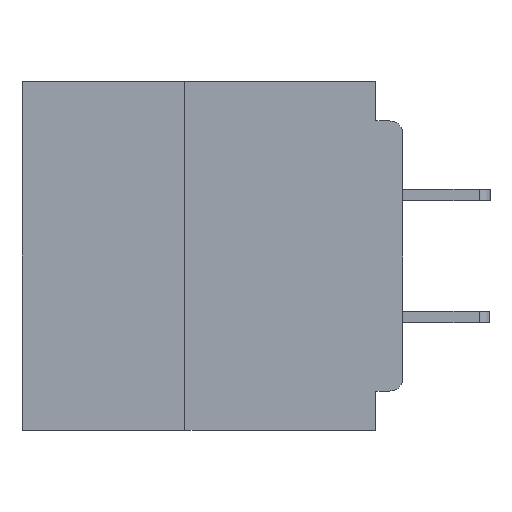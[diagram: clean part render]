
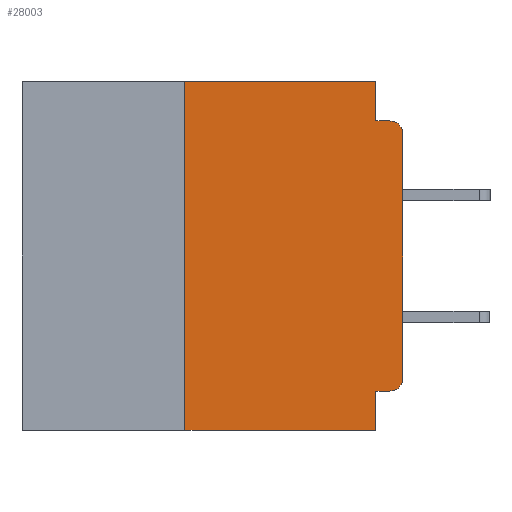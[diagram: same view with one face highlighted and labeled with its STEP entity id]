
A CAD part, left-side view. The second image highlights one B-rep face of the part: STEP entity #28003.
In plain terms, the highlighted planar face has unit normal (-1, 0, 0).
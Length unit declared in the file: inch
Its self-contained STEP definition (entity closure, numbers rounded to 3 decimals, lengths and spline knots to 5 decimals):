
#1344 = DIRECTION ( 'NONE',  ( -1., 0., 0. ) ) ;
#1389 = VERTEX_POINT ( 'NONE', #14750 ) ;
#1500 = LINE ( 'NONE', #26876, #35433 ) ;
#1717 = EDGE_LOOP ( 'NONE', ( #47645, #29602, #3593, #37798, #31522, #4623, #41398, #26791, #36017, #30863 ) ) ;
#1871 = CARTESIAN_POINT ( 'NONE',  ( 0., 0.015, -0.34 ) ) ;
#3593 = ORIENTED_EDGE ( 'NONE', *, *, #9738, .F. ) ;
#4623 = ORIENTED_EDGE ( 'NONE', *, *, #39512, .F. ) ;
#6322 = DIRECTION ( 'NONE',  ( 0., 0., -1. ) ) ;
#7328 = VERTEX_POINT ( 'NONE', #20875 ) ;
#8769 = CARTESIAN_POINT ( 'NONE',  ( 0., 0., 0. ) ) ;
#9738 = EDGE_CURVE ( 'NONE', #54698, #36878, #19074, .T. ) ;
#11376 = VECTOR ( 'NONE', #37000, 39.37008 ) ;
#11429 = EDGE_CURVE ( 'NONE', #47524, #44456, #47294, .T. ) ;
#11772 = LINE ( 'NONE', #36365, #33977 ) ;
#11957 = VECTOR ( 'NONE', #38552, 39.37008 ) ;
#12267 = EDGE_CURVE ( 'NONE', #32938, #22455, #1500, .T. ) ;
#12777 = DIRECTION ( 'NONE',  ( 0., 0., -1. ) ) ;
#13337 = DIRECTION ( 'NONE',  ( 0., 0., 1. ) ) ;
#14210 = VECTOR ( 'NONE', #13337, 39.37008 ) ;
#14584 = DIRECTION ( 'NONE',  ( 1., 0., 0. ) ) ;
#14750 = CARTESIAN_POINT ( 'NONE',  ( 0., 0., -0.06 ) ) ;
#14777 = CARTESIAN_POINT ( 'NONE',  ( 0., 0.437, 0. ) ) ;
#14867 = AXIS2_PLACEMENT_3D ( 'NONE', #41022, #14584, #45511 ) ;
#15859 = EDGE_CURVE ( 'NONE', #1389, #36878, #22383, .T. ) ;
#17901 = DIRECTION ( 'NONE',  ( 0., -1., 0. ) ) ;
#19074 = LINE ( 'NONE', #35498, #42538 ) ;
#19576 = CARTESIAN_POINT ( 'NONE',  ( 0., 0.25, 0. ) ) ;
#20125 = EDGE_CURVE ( 'NONE', #32938, #28294, #33061, .T. ) ;
#20505 = CARTESIAN_POINT ( 'NONE',  ( 0., 0.25, -0.4 ) ) ;
#20875 = CARTESIAN_POINT ( 'NONE',  ( 0., 0.031, 0. ) ) ;
#22383 = CIRCLE ( 'NONE', #35514, 0.015 ) ;
#22445 = DIRECTION ( 'NONE',  ( 0., 1., 0. ) ) ;
#22455 = VERTEX_POINT ( 'NONE', #45567 ) ;
#23226 = LINE ( 'NONE', #14777, #11376 ) ;
#25272 = CARTESIAN_POINT ( 'NONE',  ( 0., 0.437, -0.4 ) ) ;
#26003 = LINE ( 'NONE', #39639, #14210 ) ;
#26791 = ORIENTED_EDGE ( 'NONE', *, *, #54559, .F. ) ;
#26876 = CARTESIAN_POINT ( 'NONE',  ( 0., 0., -0.355 ) ) ;
#27869 = CARTESIAN_POINT ( 'NONE',  ( 0., 0.015, -0.06 ) ) ;
#28003 = ADVANCED_FACE ( 'NONE', ( #31756 ), #32168, .F. ) ;
#28258 = EDGE_CURVE ( 'NONE', #7328, #54698, #40013, .T. ) ;
#28280 = VECTOR ( 'NONE', #12777, 39.37008 ) ;
#28294 = VERTEX_POINT ( 'NONE', #52617 ) ;
#28607 = VERTEX_POINT ( 'NONE', #19576 ) ;
#29602 = ORIENTED_EDGE ( 'NONE', *, *, #15859, .T. ) ;
#30863 = ORIENTED_EDGE ( 'NONE', *, *, #20125, .T. ) ;
#31522 = ORIENTED_EDGE ( 'NONE', *, *, #52109, .F. ) ;
#31756 = FACE_OUTER_BOUND ( 'NONE', #1717, .T. ) ;
#32168 = PLANE ( 'NONE',  #14867 ) ;
#32299 = DIRECTION ( 'NONE',  ( 0., 0., -1. ) ) ;
#32487 = VECTOR ( 'NONE', #44168, 39.37008 ) ;
#32840 = DIRECTION ( 'NONE',  ( -1., 0., 0. ) ) ;
#32938 = VERTEX_POINT ( 'NONE', #46810 ) ;
#33061 = CIRCLE ( 'NONE', #38647, 0.015 ) ;
#33977 = VECTOR ( 'NONE', #40794, 39.37008 ) ;
#35433 = VECTOR ( 'NONE', #22445, 39.37008 ) ;
#35498 = CARTESIAN_POINT ( 'NONE',  ( 0., 0., -0.045 ) ) ;
#35514 = AXIS2_PLACEMENT_3D ( 'NONE', #27869, #1344, #32299 ) ;
#36017 = ORIENTED_EDGE ( 'NONE', *, *, #12267, .F. ) ;
#36365 = CARTESIAN_POINT ( 'NONE',  ( 0., 0.031, -0.4 ) ) ;
#36878 = VERTEX_POINT ( 'NONE', #38071 ) ;
#37000 = DIRECTION ( 'NONE',  ( 0., -1., 0. ) ) ;
#37798 = ORIENTED_EDGE ( 'NONE', *, *, #28258, .F. ) ;
#38071 = CARTESIAN_POINT ( 'NONE',  ( 0., 0.015, -0.045 ) ) ;
#38552 = DIRECTION ( 'NONE',  ( 0., -1., 0. ) ) ;
#38647 = AXIS2_PLACEMENT_3D ( 'NONE', #1871, #32840, #6322 ) ;
#39512 = EDGE_CURVE ( 'NONE', #47524, #28607, #26003, .T. ) ;
#39639 = CARTESIAN_POINT ( 'NONE',  ( 0., 0.25, -0.4 ) ) ;
#40013 = LINE ( 'NONE', #52437, #28280 ) ;
#40794 = DIRECTION ( 'NONE',  ( 0., 0., -1. ) ) ;
#41022 = CARTESIAN_POINT ( 'NONE',  ( 0., 0.437, 0. ) ) ;
#41233 = CARTESIAN_POINT ( 'NONE',  ( 0., 0.031, -0.4 ) ) ;
#41398 = ORIENTED_EDGE ( 'NONE', *, *, #11429, .T. ) ;
#41727 = CARTESIAN_POINT ( 'NONE',  ( 0., 0.031, -0.045 ) ) ;
#42538 = VECTOR ( 'NONE', #17901, 39.37008 ) ;
#44168 = DIRECTION ( 'NONE',  ( 0., 0., 1. ) ) ;
#44220 = LINE ( 'NONE', #8769, #32487 ) ;
#44234 = EDGE_CURVE ( 'NONE', #28294, #1389, #44220, .T. ) ;
#44456 = VERTEX_POINT ( 'NONE', #41233 ) ;
#45511 = DIRECTION ( 'NONE',  ( 0., 0., -1. ) ) ;
#45567 = CARTESIAN_POINT ( 'NONE',  ( 0., 0.031, -0.355 ) ) ;
#46810 = CARTESIAN_POINT ( 'NONE',  ( 0., 0.015, -0.355 ) ) ;
#47294 = LINE ( 'NONE', #25272, #11957 ) ;
#47524 = VERTEX_POINT ( 'NONE', #20505 ) ;
#47645 = ORIENTED_EDGE ( 'NONE', *, *, #44234, .T. ) ;
#52109 = EDGE_CURVE ( 'NONE', #28607, #7328, #23226, .T. ) ;
#52437 = CARTESIAN_POINT ( 'NONE',  ( 0., 0.031, 0. ) ) ;
#52617 = CARTESIAN_POINT ( 'NONE',  ( 0., 0., -0.34 ) ) ;
#54559 = EDGE_CURVE ( 'NONE', #22455, #44456, #11772, .T. ) ;
#54698 = VERTEX_POINT ( 'NONE', #41727 ) ;
